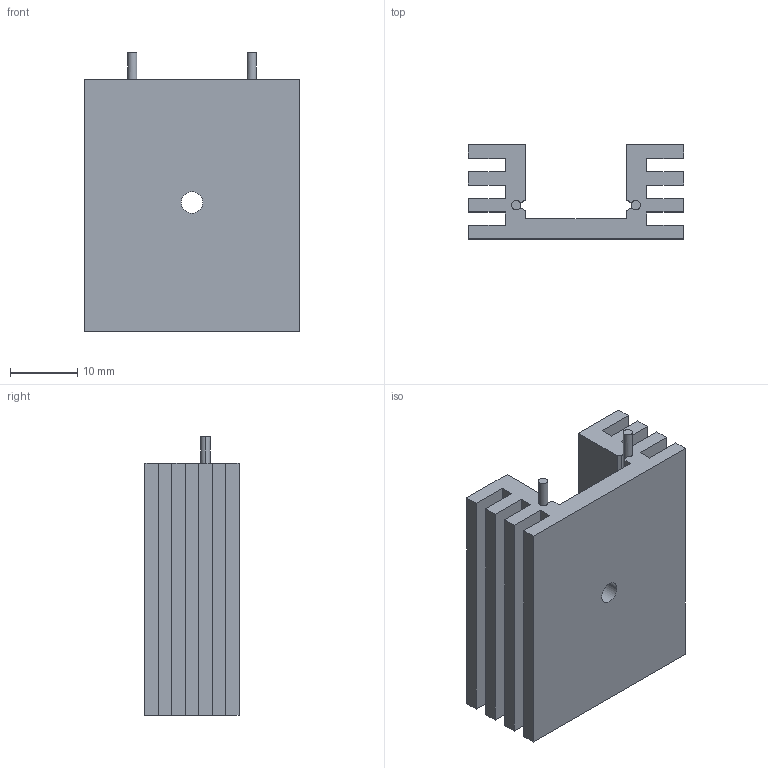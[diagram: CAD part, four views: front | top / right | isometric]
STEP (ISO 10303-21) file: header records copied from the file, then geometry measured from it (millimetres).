
FILE_DESCRIPTION (( 'STEP AP203' ), '1' );
FILE_NAME ('V5229X.STEP', '2016-08-23T11:06:33', ( '' ), ( '' ), 'SwSTEP 2.0', 'SolidWorks 2010', '' );
FILE_SCHEMA (( 'CONFIG_CONTROL_DESIGN' ));
Length unit declared in the file: millimetre
Products named in the file (1): V5229X
Bounding box: 32 x 14 x 41.5 mm (x, y, z)
Volume: 7956.8 mm3; surface area: 7491 mm2
Topology: 1 solids, 1 shells, 57 faces, 161 edges, 106 vertices
Faces by surface type: plane 44, cylinder 13
Entity records: 1914 total; most frequent: CARTESIAN_POINT 325, ORIENTED_EDGE 322, DIRECTION 307, EDGE_CURVE 161, VECTOR 131, LINE 131, VERTEX_POINT 106, AXIS2_PLACEMENT_3D 88
